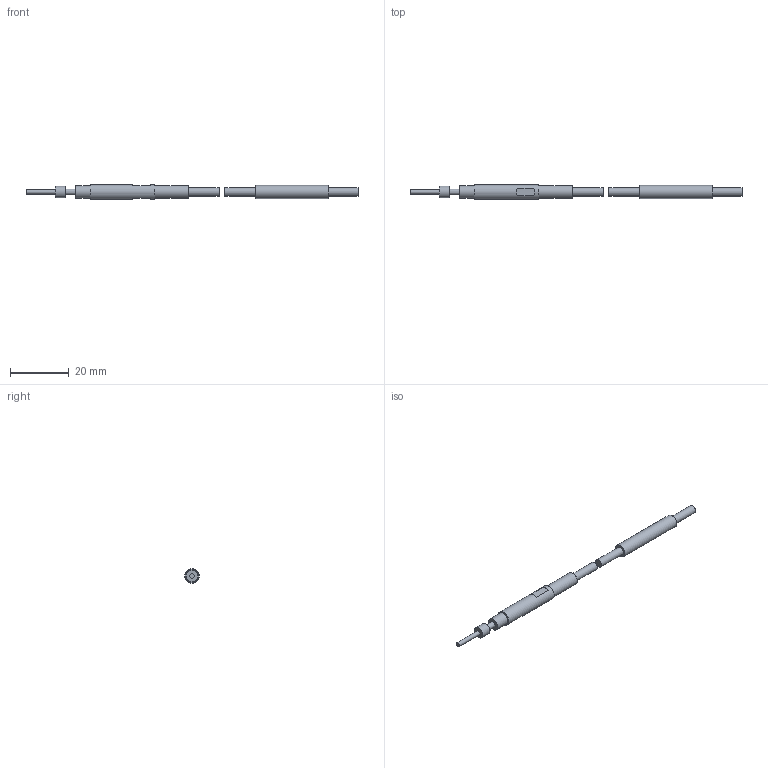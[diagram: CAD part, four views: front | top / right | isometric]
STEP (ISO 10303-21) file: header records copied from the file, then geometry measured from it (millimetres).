
FILE_DESCRIPTION (( 'STEP AP214' ), '1' );
FILE_NAME ('CSJ055A-CL.STEP', '2018-04-10T17:49:36', ( '' ), ( '' ), 'SwSTEP 2.0', 'SolidWorks 2017', '' );
FILE_SCHEMA (( 'AUTOMOTIVE_DESIGN' ));
Length unit declared in the file: inch
Products named in the file (1): CSJ055A-CL
Bounding box: 113.5 x 5.08 x 5.08 mm (x, y, z)
Volume: 1347.8 mm3; surface area: 1409 mm2
Topology: 2 solids, 2 shells, 28 faces, 45 edges, 30 vertices
Faces by surface type: plane 18, cylinder 10
Full cylindrical faces by diameter (mm): 1.501 x1, 1.999 x1, 2.799 x3, 4 x1, 4.3 x1, 4.399 x1, 4.501 x1, 5.08 x1
Entity records: 631 total; most frequent: DIRECTION 114, CARTESIAN_POINT 89, ORIENTED_EDGE 64, AXIS2_PLACEMENT_3D 53, EDGE_LOOP 48, FACE_OUTER_BOUND 38, EDGE_CURVE 32, VERTEX_POINT 28
